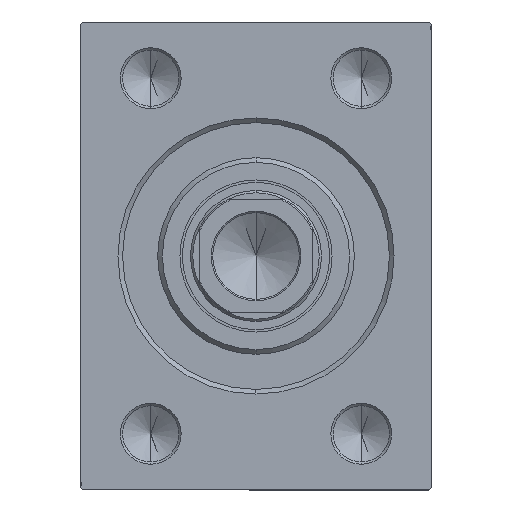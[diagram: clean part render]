
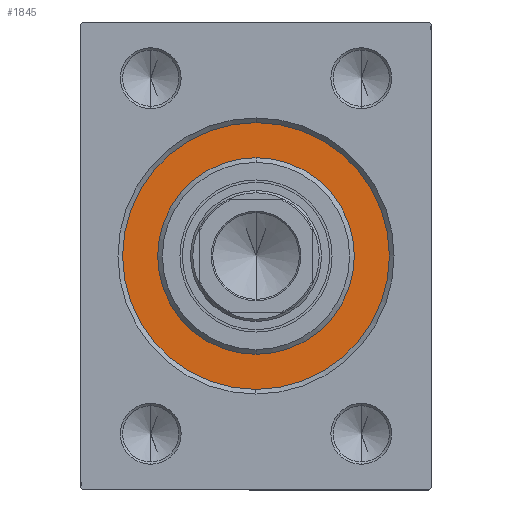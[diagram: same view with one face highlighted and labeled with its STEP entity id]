
A CAD part, left-side view. The second image highlights one B-rep face of the part: STEP entity #1845.
In plain terms, the highlighted face is planar.
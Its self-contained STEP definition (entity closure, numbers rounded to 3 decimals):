
#1610 = EDGE_LOOP ( 'NONE', ( #36284, #6828 ) ) ;
#1845 = ADVANCED_FACE ( 'NONE', ( #4921, #18394 ), #14983, .F. ) ;
#2729 = DIRECTION ( 'NONE',  ( -1., 0., 0. ) ) ;
#4921 = FACE_BOUND ( 'NONE', #1610, .T. ) ;
#6828 = ORIENTED_EDGE ( 'NONE', *, *, #35902, .F. ) ;
#8641 = ORIENTED_EDGE ( 'NONE', *, *, #27892, .F. ) ;
#9051 = CIRCLE ( 'NONE', #32351, 28.5 ) ;
#10088 = CIRCLE ( 'NONE', #35560, 21. ) ;
#10132 = EDGE_CURVE ( 'NONE', #34349, #27154, #9051, .T. ) ;
#10901 = VERTEX_POINT ( 'NONE', #23155 ) ;
#12203 = ORIENTED_EDGE ( 'NONE', *, *, #10132, .F. ) ;
#12762 = CIRCLE ( 'NONE', #38274, 21. ) ;
#13318 = AXIS2_PLACEMENT_3D ( 'NONE', #36395, #42800, #32520 ) ;
#14393 = EDGE_LOOP ( 'NONE', ( #12203, #8641 ) ) ;
#14983 = PLANE ( 'NONE',  #13318 ) ;
#16637 = CARTESIAN_POINT ( 'NONE',  ( 0., 0., -21. ) ) ;
#16831 = EDGE_CURVE ( 'NONE', #10901, #26281, #12762, .T. ) ;
#16929 = CARTESIAN_POINT ( 'NONE',  ( 0., 0., 28.5 ) ) ;
#18394 = FACE_OUTER_BOUND ( 'NONE', #14393, .T. ) ;
#19824 = DIRECTION ( 'NONE',  ( 0., 0., 1. ) ) ;
#21724 = CARTESIAN_POINT ( 'NONE',  ( 0., 0., -28.5 ) ) ;
#21958 = CARTESIAN_POINT ( 'NONE',  ( 0., 0., 0. ) ) ;
#23155 = CARTESIAN_POINT ( 'NONE',  ( 0., 0., 21. ) ) ;
#26281 = VERTEX_POINT ( 'NONE', #16637 ) ;
#27154 = VERTEX_POINT ( 'NONE', #16929 ) ;
#27892 = EDGE_CURVE ( 'NONE', #27154, #34349, #36178, .T. ) ;
#28887 = AXIS2_PLACEMENT_3D ( 'NONE', #34546, #34775, #38643 ) ;
#30774 = DIRECTION ( 'NONE',  ( 0., 0., -1. ) ) ;
#32351 = AXIS2_PLACEMENT_3D ( 'NONE', #44689, #2729, #19824 ) ;
#32441 = DIRECTION ( 'NONE',  ( 0., 0., -1. ) ) ;
#32520 = DIRECTION ( 'NONE',  ( 0., 0., 1. ) ) ;
#34349 = VERTEX_POINT ( 'NONE', #21724 ) ;
#34546 = CARTESIAN_POINT ( 'NONE',  ( 0., 0., 0. ) ) ;
#34775 = DIRECTION ( 'NONE',  ( -1., 0., 0. ) ) ;
#35560 = AXIS2_PLACEMENT_3D ( 'NONE', #21958, #35874, #32441 ) ;
#35874 = DIRECTION ( 'NONE',  ( 1., 0., 0. ) ) ;
#35902 = EDGE_CURVE ( 'NONE', #26281, #10901, #10088, .T. ) ;
#36178 = CIRCLE ( 'NONE', #28887, 28.5 ) ;
#36284 = ORIENTED_EDGE ( 'NONE', *, *, #16831, .F. ) ;
#36395 = CARTESIAN_POINT ( 'NONE',  ( 0., 0., 0. ) ) ;
#37618 = CARTESIAN_POINT ( 'NONE',  ( 0., 0., 0. ) ) ;
#38274 = AXIS2_PLACEMENT_3D ( 'NONE', #37618, #41046, #30774 ) ;
#38643 = DIRECTION ( 'NONE',  ( 0., 0., 1. ) ) ;
#41046 = DIRECTION ( 'NONE',  ( 1., 0., 0. ) ) ;
#42800 = DIRECTION ( 'NONE',  ( -1., 0., 0. ) ) ;
#44689 = CARTESIAN_POINT ( 'NONE',  ( 0., 0., 0. ) ) ;
